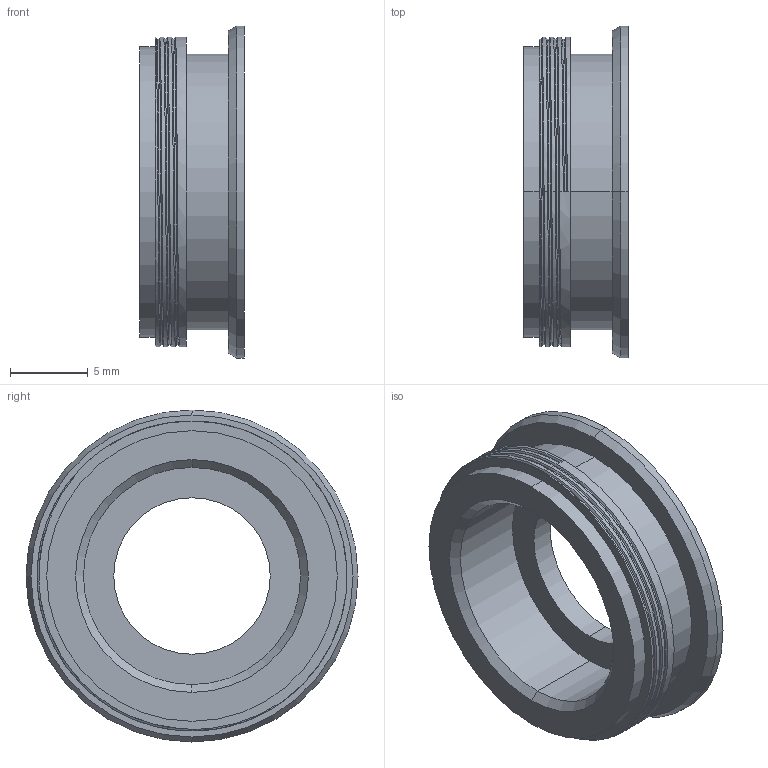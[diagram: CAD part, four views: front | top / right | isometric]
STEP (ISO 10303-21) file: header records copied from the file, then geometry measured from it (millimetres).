
FILE_DESCRIPTION (( 'STEP AP214' ), '1' );
FILE_NAME ('RCDT-PR-003 - Bore Cap R0.STEP', '2025-04-07T21:10:26', ( '' ), ( '' ), 'SwSTEP 2.0', 'SolidWorks 2024', '' );
FILE_SCHEMA (( 'AUTOMOTIVE_DESIGN' ));
Length unit declared in the file: millimetre
Products named in the file (1): RCDT-PR-003 - Bore Cap R0
Bounding box: 6.75 x 21.42 x 21.42 mm (x, y, z)
Volume: 990.9 mm3; surface area: 1398.4 mm2
Topology: 1 solids, 1 shells, 49 faces, 117 edges, 76 vertices
Faces by surface type: cylinder 33, plane 9, cone 4, bspline 3
Entity records: 3391 total; most frequent: CARTESIAN_POINT 2237, DIRECTION 247, ORIENTED_EDGE 234, EDGE_CURVE 117, AXIS2_PLACEMENT_3D 103, VERTEX_POINT 76, EDGE_LOOP 57, CIRCLE 56
